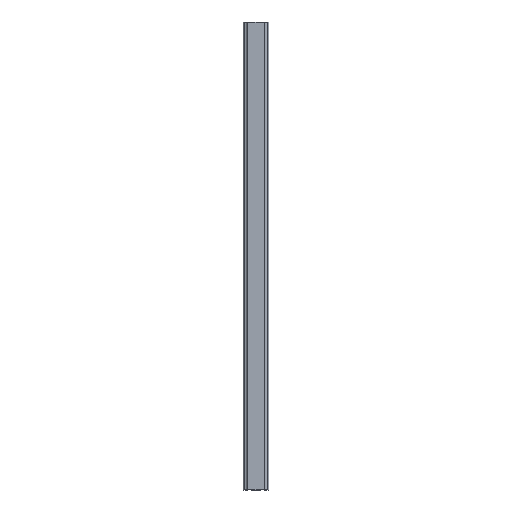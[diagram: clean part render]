
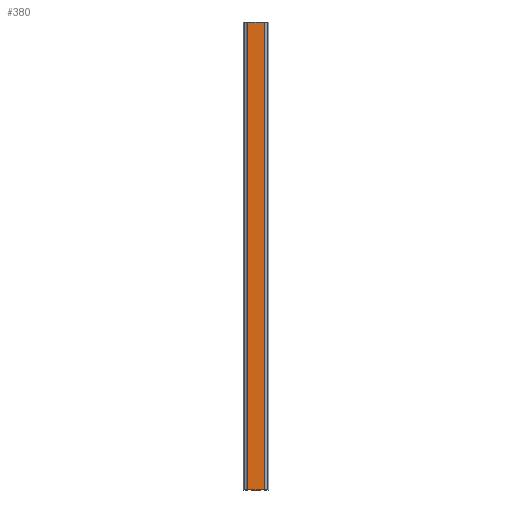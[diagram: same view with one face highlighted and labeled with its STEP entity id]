
A CAD part, top view. The second image highlights one B-rep face of the part: STEP entity #380.
In plain terms, the highlighted planar face has unit normal (0, 0, 1).
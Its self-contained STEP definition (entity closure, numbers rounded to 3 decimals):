
#380=ADVANCED_FACE('',(#781),#782,.T.);
#781=FACE_OUTER_BOUND('',#1188,.T.);
#782=PLANE('',#1189);
#1188=EDGE_LOOP('',(#2300,#2301,#2302,#2303));
#1189=AXIS2_PLACEMENT_3D('',#2304,#2305,#2306);
#2300=ORIENTED_EDGE('',*,*,#2782,.T.);
#2301=ORIENTED_EDGE('',*,*,#2864,.F.);
#2302=ORIENTED_EDGE('',*,*,#2663,.T.);
#2303=ORIENTED_EDGE('',*,*,#2862,.T.);
#2304=CARTESIAN_POINT('',(7.2,815.0,38.));
#2305=DIRECTION('',(0.0,0.0,1.0));
#2306=DIRECTION('',(-1.0,0.0,0.0));
#2663=EDGE_CURVE('',#3263,#3261,#3264,.T.);
#2782=EDGE_CURVE('',#3456,#3454,#3457,.T.);
#2862=EDGE_CURVE('',#3261,#3456,#3551,.T.);
#2864=EDGE_CURVE('',#3263,#3454,#3553,.T.);
#3261=VERTEX_POINT('',#4109);
#3263=VERTEX_POINT('',#4112);
#3264=LINE('',#4113,#4114);
#3454=VERTEX_POINT('',#4393);
#3456=VERTEX_POINT('',#4396);
#3457=LINE('',#4397,#4398);
#3551=LINE('',#4521,#4522);
#3553=LINE('',#4524,#4525);
#4109=CARTESIAN_POINT('',(-14.4,815.0,38.));
#4112=CARTESIAN_POINT('',(14.4,815.0,38.));
#4113=CARTESIAN_POINT('',(14.4,815.0,38.));
#4114=VECTOR('',#4784,1.0);
#4393=CARTESIAN_POINT('',(14.4,0.0,38.));
#4396=CARTESIAN_POINT('',(-14.4,0.0,38.));
#4397=CARTESIAN_POINT('',(0.0,0.0,38.));
#4398=VECTOR('',#4887,1.0);
#4521=CARTESIAN_POINT('',(-14.4,815.0,38.));
#4522=VECTOR('',#4971,1.0);
#4524=CARTESIAN_POINT('',(14.4,815.0,38.));
#4525=VECTOR('',#4972,1.0);
#4784=DIRECTION('',(-1.0,0.0,0.0));
#4887=DIRECTION('',(1.0,0.0,0.0));
#4971=DIRECTION('',(0.0,-1.0,0.0));
#4972=DIRECTION('',(0.0,-1.0,0.0));
